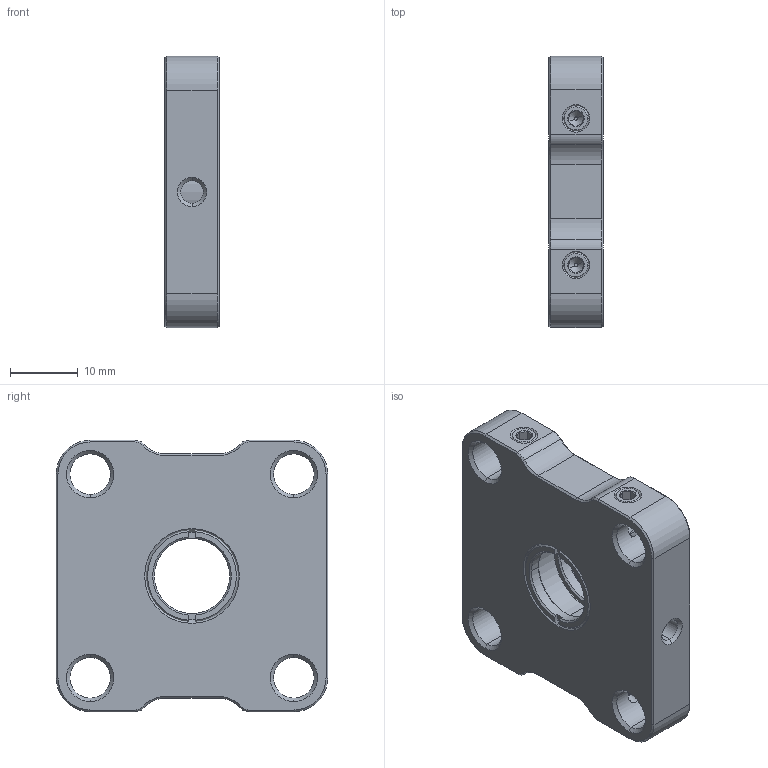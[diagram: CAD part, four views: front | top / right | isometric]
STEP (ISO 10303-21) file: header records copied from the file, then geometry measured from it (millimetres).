
FILE_DESCRIPTION (( 'STEP AP214' ), '1' );
FILE_NAME ('2.2.1.10_L30B-SM05_30 mm笼板，用于0.5英寸光学元件，附带2个SM0.5卡环，M4螺纹.STEP', '2021-07-21T05:49:08', ( 'Microsoft' ), ( 'Microsoft' ), 'SwSTEP 2.0', 'SolidWorks 2018', '' );
FILE_SCHEMA (( 'AUTOMOTIVE_DESIGN' ));
Length unit declared in the file: millimetre
Products named in the file (1): 2.2.1.10_L30B-SM05_30 mm笼板，用于0.5英寸光学元件，附带2个SM0.5卡环，M4螺纹
Bounding box: 8 x 40 x 40 mm (x, y, z)
Surface area: 5342.8 mm2 (no closed solid volume)
Topology: 0 solids, 11 shells, 230 faces, 538 edges, 312 vertices
Faces by surface type: cone 118, plane 76, cylinder 36
Entity records: 9219 total; most frequent: CARTESIAN_POINT 1433, DIRECTION 1168, ORIENTED_EDGE 996, EDGE_CURVE 530, AXIS2_PLACEMENT_3D 455, VERTEX_POINT 312, LINE 258, VECTOR 258
